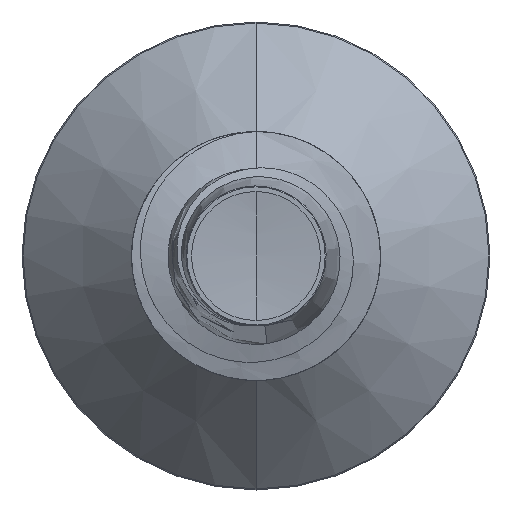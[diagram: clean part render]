
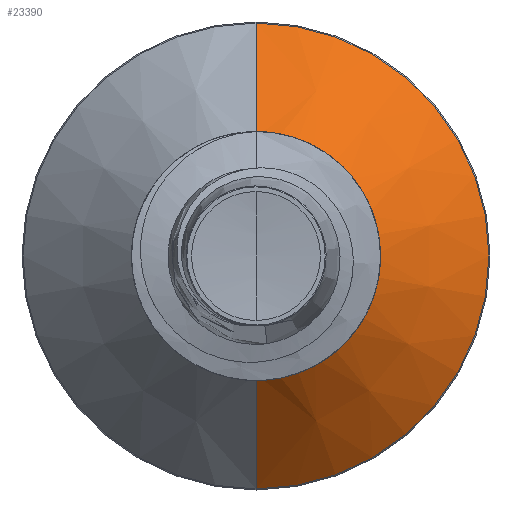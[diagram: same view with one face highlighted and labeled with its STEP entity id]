
A CAD part, front view. The second image highlights one B-rep face of the part: STEP entity #23390.
In plain terms, the highlighted conical face has half-angle 45 degrees and reference radius 1.189 mm.
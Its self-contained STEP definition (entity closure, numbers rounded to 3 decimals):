
#316 = LINE ( 'NONE', #20580, #437 ) ;
#338 = CARTESIAN_POINT ( 'NONE',  ( 0., 11.939, 2.339 ) ) ;
#437 = VECTOR ( 'NONE', #14043, 1000. ) ;
#791 = VECTOR ( 'NONE', #20568, 1000. ) ;
#3572 = FACE_OUTER_BOUND ( 'NONE', #9169, .T. ) ;
#3678 = EDGE_CURVE ( 'NONE', #15896, #17183, #17550, .T. ) ;
#4096 = CIRCLE ( 'NONE', #4411, 1.189 ) ;
#4411 = AXIS2_PLACEMENT_3D ( 'NONE', #21936, #12245, #23277 ) ;
#4780 = CARTESIAN_POINT ( 'NONE',  ( 0., 11.939, -2.339 ) ) ;
#5900 = VERTEX_POINT ( 'NONE', #11842 ) ;
#6797 = CARTESIAN_POINT ( 'NONE',  ( 0., 11.939, 0. ) ) ;
#7191 = ORIENTED_EDGE ( 'NONE', *, *, #3678, .F. ) ;
#8422 = CONICAL_SURFACE ( 'NONE', #17565, 1.189, 0.785 ) ;
#8625 = DIRECTION ( 'NONE',  ( 0., 1., 0. ) ) ;
#8672 = CARTESIAN_POINT ( 'NONE',  ( 0., 10.789, 1.189 ) ) ;
#8796 = AXIS2_PLACEMENT_3D ( 'NONE', #6797, #19462, #8908 ) ;
#8908 = DIRECTION ( 'NONE',  ( 0., 0., 1. ) ) ;
#9169 = EDGE_LOOP ( 'NONE', ( #17127, #14071, #17632, #7191 ) ) ;
#11296 = CIRCLE ( 'NONE', #8796, 2.339 ) ;
#11842 = CARTESIAN_POINT ( 'NONE',  ( 0., 10.789, -1.189 ) ) ;
#12117 = VERTEX_POINT ( 'NONE', #4780 ) ;
#12245 = DIRECTION ( 'NONE',  ( 0., 1., 0. ) ) ;
#14043 = DIRECTION ( 'NONE',  ( 0., 0.707, -0.707 ) ) ;
#14071 = ORIENTED_EDGE ( 'NONE', *, *, #18503, .T. ) ;
#15550 = CARTESIAN_POINT ( 'NONE',  ( 0., 10.789, 0. ) ) ;
#15896 = VERTEX_POINT ( 'NONE', #8672 ) ;
#15978 = DIRECTION ( 'NONE',  ( 0., 0., 1. ) ) ;
#16049 = CARTESIAN_POINT ( 'NONE',  ( 0., 10.789, 1.189 ) ) ;
#17127 = ORIENTED_EDGE ( 'NONE', *, *, #17878, .T. ) ;
#17183 = VERTEX_POINT ( 'NONE', #338 ) ;
#17550 = LINE ( 'NONE', #16049, #791 ) ;
#17565 = AXIS2_PLACEMENT_3D ( 'NONE', #15550, #8625, #15978 ) ;
#17632 = ORIENTED_EDGE ( 'NONE', *, *, #18879, .F. ) ;
#17878 = EDGE_CURVE ( 'NONE', #15896, #5900, #4096, .T. ) ;
#18503 = EDGE_CURVE ( 'NONE', #5900, #12117, #316, .T. ) ;
#18879 = EDGE_CURVE ( 'NONE', #17183, #12117, #11296, .T. ) ;
#19462 = DIRECTION ( 'NONE',  ( 0., 1., 0. ) ) ;
#20568 = DIRECTION ( 'NONE',  ( 0., 0.707, 0.707 ) ) ;
#20580 = CARTESIAN_POINT ( 'NONE',  ( 0., 10.789, -1.189 ) ) ;
#21936 = CARTESIAN_POINT ( 'NONE',  ( 0., 10.789, 0. ) ) ;
#23277 = DIRECTION ( 'NONE',  ( 0., 0., 1. ) ) ;
#23390 = ADVANCED_FACE ( 'NONE', ( #3572 ), #8422, .T. ) ;
